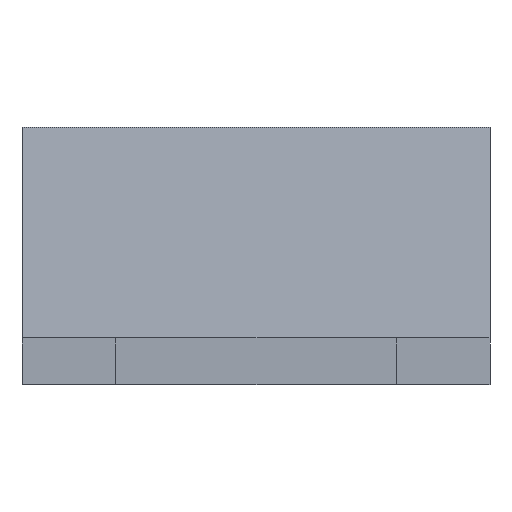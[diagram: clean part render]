
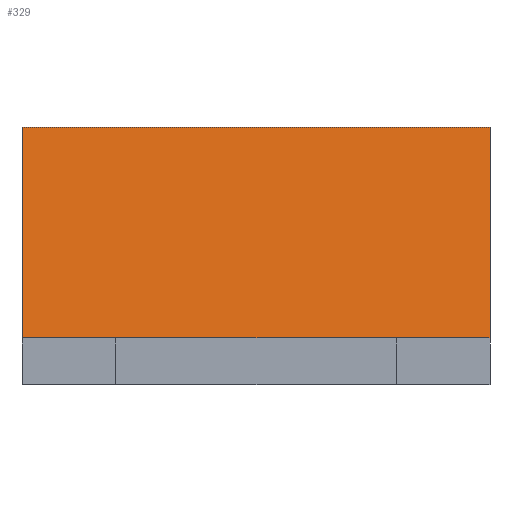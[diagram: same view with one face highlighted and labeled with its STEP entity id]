
A CAD part, left-side view. The second image highlights one B-rep face of the part: STEP entity #329.
In plain terms, the highlighted planar face has unit normal (-0.99, 0, 0.139).
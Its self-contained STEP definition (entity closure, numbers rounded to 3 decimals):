
#303 = VERTEX_POINT('',#304);
#304 = CARTESIAN_POINT('',(-1.4,1.,0.2));
#310 = EDGE_CURVE('',#303,#311,#313,.T.);
#311 = VERTEX_POINT('',#312);
#312 = CARTESIAN_POINT('',(-1.4,0.6,0.2));
#313 = LINE('',#314,#315);
#314 = CARTESIAN_POINT('',(-1.4,1.,0.2));
#315 = VECTOR('',#316,1.);
#316 = DIRECTION('',(0.,-1.,0.));
#329 = ADVANCED_FACE('',(#330),#371,.F.);
#330 = FACE_BOUND('',#331,.F.);
#331 = EDGE_LOOP('',(#332,#342,#350,#358,#364,#365));
#332 = ORIENTED_EDGE('',*,*,#333,.T.);
#333 = EDGE_CURVE('',#334,#336,#338,.T.);
#334 = VERTEX_POINT('',#335);
#335 = CARTESIAN_POINT('',(-1.274,1.,1.1));
#336 = VERTEX_POINT('',#337);
#337 = CARTESIAN_POINT('',(-1.274,-1.,1.1));
#338 = LINE('',#339,#340);
#339 = CARTESIAN_POINT('',(-1.274,1.,1.1));
#340 = VECTOR('',#341,1.);
#341 = DIRECTION('',(0.,-1.,0.));
#342 = ORIENTED_EDGE('',*,*,#343,.T.);
#343 = EDGE_CURVE('',#336,#344,#346,.T.);
#344 = VERTEX_POINT('',#345);
#345 = CARTESIAN_POINT('',(-1.4,-1.,0.2));
#346 = LINE('',#347,#348);
#347 = CARTESIAN_POINT('',(-1.274,-1.,1.1));
#348 = VECTOR('',#349,1.);
#349 = DIRECTION('',(-0.139,0.,-0.99));
#350 = ORIENTED_EDGE('',*,*,#351,.F.);
#351 = EDGE_CURVE('',#352,#344,#354,.T.);
#352 = VERTEX_POINT('',#353);
#353 = CARTESIAN_POINT('',(-1.4,-0.6,0.2));
#354 = LINE('',#355,#356);
#355 = CARTESIAN_POINT('',(-1.4,1.,0.2));
#356 = VECTOR('',#357,1.);
#357 = DIRECTION('',(0.,-1.,0.));
#358 = ORIENTED_EDGE('',*,*,#359,.F.);
#359 = EDGE_CURVE('',#311,#352,#360,.T.);
#360 = LINE('',#361,#362);
#361 = CARTESIAN_POINT('',(-1.4,1.,0.2));
#362 = VECTOR('',#363,1.);
#363 = DIRECTION('',(0.,-1.,0.));
#364 = ORIENTED_EDGE('',*,*,#310,.F.);
#365 = ORIENTED_EDGE('',*,*,#366,.F.);
#366 = EDGE_CURVE('',#334,#303,#367,.T.);
#367 = LINE('',#368,#369);
#368 = CARTESIAN_POINT('',(-1.274,1.,1.1));
#369 = VECTOR('',#370,1.);
#370 = DIRECTION('',(-0.139,0.,-0.99));
#371 = PLANE('',#372);
#372 = AXIS2_PLACEMENT_3D('',#373,#374,#375);
#373 = CARTESIAN_POINT('',(-1.274,1.,1.1));
#374 = DIRECTION('',(0.99,0.,-0.139));
#375 = DIRECTION('',(-0.139,0.,-0.99));
